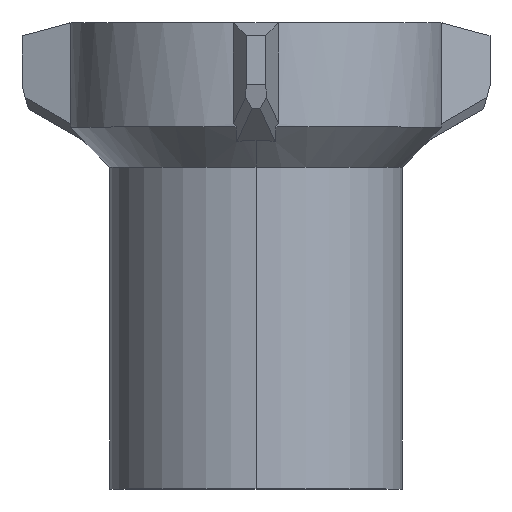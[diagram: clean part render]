
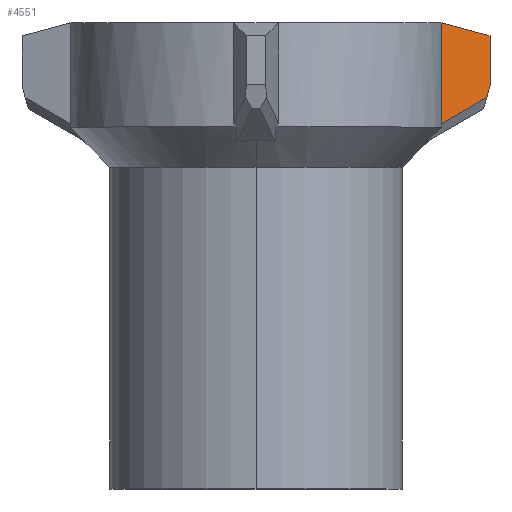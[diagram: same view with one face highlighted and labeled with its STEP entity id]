
A CAD part, top view. The second image highlights one B-rep face of the part: STEP entity #4551.
In plain terms, the highlighted planar face has unit normal (0.259, 0, 0.966).
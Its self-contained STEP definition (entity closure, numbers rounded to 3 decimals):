
#1862 = CYLINDRICAL_SURFACE('',#1863,6.475);
#1863 = AXIS2_PLACEMENT_3D('',#1864,#1865,#1866);
#1864 = CARTESIAN_POINT('',(0.,-2.171,0.));
#1865 = DIRECTION('',(0.,-1.,0.));
#1866 = DIRECTION('',(0.,0.,-1.));
#2039 = PLANE('',#2040);
#2040 = AXIS2_PLACEMENT_3D('',#2041,#2042,#2043);
#2041 = CARTESIAN_POINT('',(7.417,3.098,0.526)
  );
#2042 = DIRECTION('',(-0.492,0.532,-0.689));
#2043 = DIRECTION('',(0.,0.791,0.612));
#2568 = VERTEX_POINT('',#2569);
#2569 = CARTESIAN_POINT('',(6.426,2.526,0.791
    ));
#2614 = EDGE_CURVE('',#2568,#2615,#2617,.T.);
#2615 = VERTEX_POINT('',#2616);
#2616 = CARTESIAN_POINT('',(6.426,6.027,0.791));
#2617 = SURFACE_CURVE('',#2618,(#2622,#2651),.PCURVE_S1.);
#2618 = LINE('',#2619,#2620);
#2619 = CARTESIAN_POINT('',(6.426,2.411,0.791));
#2620 = VECTOR('',#2621,1.);
#2621 = DIRECTION('',(0.,1.,0.));
#2622 = PCURVE('',#1862,#2623);
#2623 = DEFINITIONAL_REPRESENTATION('',(#2624),#2650);
#2624 = B_SPLINE_CURVE_WITH_KNOTS('',3,(#2625,#2626,#2627,#2628,#2629,
    #2630,#2631,#2632,#2633,#2634,#2635,#2636,#2637,#2638,#2639,#2640,
    #2641,#2642,#2643,#2644,#2645,#2646,#2647,#2648,#2649),
  .UNSPECIFIED.,.F.,.F.,(4,1,1,1,1,1,1,1,1,1,1,1,1,1,1,1,1,1,1,1,1,1,4),
  (0.115,0.274,0.433,0.593,
    0.752,0.911,1.07,1.229,
    1.388,1.547,1.707,1.866,
    2.025,2.184,2.343,2.502,
    2.662,2.821,2.98,3.139,
    3.298,3.457,3.616),.QUASI_UNIFORM_KNOTS.);
#2625 = CARTESIAN_POINT('',(1.693,-4.698));
#2626 = CARTESIAN_POINT('',(1.693,-4.751));
#2627 = CARTESIAN_POINT('',(1.693,-4.857));
#2628 = CARTESIAN_POINT('',(1.693,-5.016));
#2629 = CARTESIAN_POINT('',(1.693,-5.175));
#2630 = CARTESIAN_POINT('',(1.693,-5.334));
#2631 = CARTESIAN_POINT('',(1.693,-5.493));
#2632 = CARTESIAN_POINT('',(1.693,-5.652));
#2633 = CARTESIAN_POINT('',(1.693,-5.812));
#2634 = CARTESIAN_POINT('',(1.693,-5.971));
#2635 = CARTESIAN_POINT('',(1.693,-6.13));
#2636 = CARTESIAN_POINT('',(1.693,-6.289));
#2637 = CARTESIAN_POINT('',(1.693,-6.448));
#2638 = CARTESIAN_POINT('',(1.693,-6.607));
#2639 = CARTESIAN_POINT('',(1.693,-6.767));
#2640 = CARTESIAN_POINT('',(1.693,-6.926));
#2641 = CARTESIAN_POINT('',(1.693,-7.085));
#2642 = CARTESIAN_POINT('',(1.693,-7.244));
#2643 = CARTESIAN_POINT('',(1.693,-7.403));
#2644 = CARTESIAN_POINT('',(1.693,-7.562));
#2645 = CARTESIAN_POINT('',(1.693,-7.721));
#2646 = CARTESIAN_POINT('',(1.693,-7.881));
#2647 = CARTESIAN_POINT('',(1.693,-8.04));
#2648 = CARTESIAN_POINT('',(1.693,-8.146));
#2649 = CARTESIAN_POINT('',(1.693,-8.199));
#2650 = ( GEOMETRIC_REPRESENTATION_CONTEXT(2) 
PARAMETRIC_REPRESENTATION_CONTEXT() REPRESENTATION_CONTEXT('2D SPACE',''
  ) );
#2651 = PCURVE('',#2652,#2657);
#2652 = PLANE('',#2653);
#2653 = AXIS2_PLACEMENT_3D('',#2654,#2655,#2656);
#2654 = CARTESIAN_POINT('',(8.128,1.778,0.335));
#2655 = DIRECTION('',(0.259,0.,0.966));
#2656 = DIRECTION('',(0.966,0.,-0.259));
#2657 = DEFINITIONAL_REPRESENTATION('',(#2658),#2662);
#2658 = LINE('',#2659,#2660);
#2659 = CARTESIAN_POINT('',(-1.762,0.633));
#2660 = VECTOR('',#2661,1.);
#2661 = DIRECTION('',(0.,1.));
#2662 = ( GEOMETRIC_REPRESENTATION_CONTEXT(2) 
PARAMETRIC_REPRESENTATION_CONTEXT() REPRESENTATION_CONTEXT('2D SPACE',''
  ) );
#2703 = PLANE('',#2704);
#2704 = AXIS2_PLACEMENT_3D('',#2705,#2706,#2707);
#2705 = CARTESIAN_POINT('',(8.128,6.027,1.016));
#2706 = DIRECTION('',(0.,-1.,0.));
#2707 = DIRECTION('',(0.,0.,-1.));
#4479 = EDGE_CURVE('',#2615,#4480,#4482,.T.);
#4480 = VERTEX_POINT('',#4481);
#4481 = CARTESIAN_POINT('',(6.477,6.027,0.778));
#4482 = SURFACE_CURVE('',#4483,(#4487,#4494),.PCURVE_S1.);
#4483 = LINE('',#4484,#4485);
#4484 = CARTESIAN_POINT('',(8.128,6.027,0.335));
#4485 = VECTOR('',#4486,1.);
#4486 = DIRECTION('',(0.966,0.,-0.259));
#4487 = PCURVE('',#2703,#4488);
#4488 = DEFINITIONAL_REPRESENTATION('',(#4489),#4493);
#4489 = LINE('',#4490,#4491);
#4490 = CARTESIAN_POINT('',(0.681,0.));
#4491 = VECTOR('',#4492,1.);
#4492 = DIRECTION('',(0.259,0.966));
#4493 = ( GEOMETRIC_REPRESENTATION_CONTEXT(2) 
PARAMETRIC_REPRESENTATION_CONTEXT() REPRESENTATION_CONTEXT('2D SPACE',''
  ) );
#4494 = PCURVE('',#2652,#4495);
#4495 = DEFINITIONAL_REPRESENTATION('',(#4496),#4500);
#4496 = LINE('',#4497,#4498);
#4497 = CARTESIAN_POINT('',(0.,4.249));
#4498 = VECTOR('',#4499,1.);
#4499 = DIRECTION('',(1.,0.));
#4500 = ( GEOMETRIC_REPRESENTATION_CONTEXT(2) 
PARAMETRIC_REPRESENTATION_CONTEXT() REPRESENTATION_CONTEXT('2D SPACE',''
  ) );
#4518 = PLANE('',#4519);
#4519 = AXIS2_PLACEMENT_3D('',#4520,#4521,#4522);
#4520 = CARTESIAN_POINT('',(8.128,5.585,1.016));
#4521 = DIRECTION('',(0.259,0.966,0.));
#4522 = DIRECTION('',(-0.966,0.259,0.));
#4551 = ADVANCED_FACE('',(#4552),#2652,.T.);
#4552 = FACE_BOUND('',#4553,.T.);
#4553 = EDGE_LOOP('',(#4554,#4577,#4605,#4633,#4654,#4655));
#4554 = ORIENTED_EDGE('',*,*,#4555,.T.);
#4555 = EDGE_CURVE('',#2568,#4556,#4558,.T.);
#4556 = VERTEX_POINT('',#4557);
#4557 = CARTESIAN_POINT('',(8.015,3.443,0.366)
  );
#4558 = SURFACE_CURVE('',#4559,(#4563,#4570),.PCURVE_S1.);
#4559 = LINE('',#4560,#4561);
#4560 = CARTESIAN_POINT('',(7.417,3.098,0.526)
  );
#4561 = VECTOR('',#4562,1.);
#4562 = DIRECTION('',(0.844,0.487,-0.226));
#4563 = PCURVE('',#2652,#4564);
#4564 = DEFINITIONAL_REPRESENTATION('',(#4565),#4569);
#4565 = LINE('',#4566,#4567);
#4566 = CARTESIAN_POINT('',(-0.736,1.32));
#4567 = VECTOR('',#4568,1.);
#4568 = DIRECTION('',(0.873,0.487));
#4569 = ( GEOMETRIC_REPRESENTATION_CONTEXT(2) 
PARAMETRIC_REPRESENTATION_CONTEXT() REPRESENTATION_CONTEXT('2D SPACE',''
  ) );
#4570 = PCURVE('',#2039,#4571);
#4571 = DEFINITIONAL_REPRESENTATION('',(#4572),#4576);
#4572 = LINE('',#4573,#4574);
#4573 = CARTESIAN_POINT('',(0.,0.));
#4574 = VECTOR('',#4575,1.);
#4575 = DIRECTION('',(0.247,0.969));
#4576 = ( GEOMETRIC_REPRESENTATION_CONTEXT(2) 
PARAMETRIC_REPRESENTATION_CONTEXT() REPRESENTATION_CONTEXT('2D SPACE',''
  ) );
#4577 = ORIENTED_EDGE('',*,*,#4578,.T.);
#4578 = EDGE_CURVE('',#4556,#4579,#4581,.T.);
#4579 = VERTEX_POINT('',#4580);
#4580 = CARTESIAN_POINT('',(8.128,3.865,0.335));
#4581 = SURFACE_CURVE('',#4582,(#4586,#4593),.PCURVE_S1.);
#4582 = LINE('',#4583,#4584);
#4583 = CARTESIAN_POINT('',(7.609,1.927,0.475
    ));
#4584 = VECTOR('',#4585,1.);
#4585 = DIRECTION('',(0.258,0.964,-0.069
    ));
#4586 = PCURVE('',#2652,#4587);
#4587 = DEFINITIONAL_REPRESENTATION('',(#4588),#4592);
#4588 = LINE('',#4589,#4590);
#4589 = CARTESIAN_POINT('',(-0.538,0.149));
#4590 = VECTOR('',#4591,1.);
#4591 = DIRECTION('',(0.267,0.964));
#4592 = ( GEOMETRIC_REPRESENTATION_CONTEXT(2) 
PARAMETRIC_REPRESENTATION_CONTEXT() REPRESENTATION_CONTEXT('2D SPACE',''
  ) );
#4593 = PCURVE('',#4594,#4599);
#4594 = PLANE('',#4595);
#4595 = AXIS2_PLACEMENT_3D('',#4596,#4597,#4598);
#4596 = CARTESIAN_POINT('',(8.128,3.865,1.016));
#4597 = DIRECTION('',(-0.966,0.259,0.));
#4598 = DIRECTION('',(-0.259,-0.966,0.));
#4599 = DEFINITIONAL_REPRESENTATION('',(#4600),#4604);
#4600 = LINE('',#4601,#4602);
#4601 = CARTESIAN_POINT('',(2.006,-0.541));
#4602 = VECTOR('',#4603,1.);
#4603 = DIRECTION('',(-0.998,-0.069));
#4604 = ( GEOMETRIC_REPRESENTATION_CONTEXT(2) 
PARAMETRIC_REPRESENTATION_CONTEXT() REPRESENTATION_CONTEXT('2D SPACE',''
  ) );
#4605 = ORIENTED_EDGE('',*,*,#4606,.F.);
#4606 = EDGE_CURVE('',#4607,#4579,#4609,.T.);
#4607 = VERTEX_POINT('',#4608);
#4608 = CARTESIAN_POINT('',(8.128,5.585,0.335));
#4609 = SURFACE_CURVE('',#4610,(#4614,#4621),.PCURVE_S1.);
#4610 = LINE('',#4611,#4612);
#4611 = CARTESIAN_POINT('',(8.128,1.778,0.335));
#4612 = VECTOR('',#4613,1.);
#4613 = DIRECTION('',(0.,-1.,0.));
#4614 = PCURVE('',#2652,#4615);
#4615 = DEFINITIONAL_REPRESENTATION('',(#4616),#4620);
#4616 = LINE('',#4617,#4618);
#4617 = CARTESIAN_POINT('',(0.,0.));
#4618 = VECTOR('',#4619,1.);
#4619 = DIRECTION('',(0.,-1.));
#4620 = ( GEOMETRIC_REPRESENTATION_CONTEXT(2) 
PARAMETRIC_REPRESENTATION_CONTEXT() REPRESENTATION_CONTEXT('2D SPACE',''
  ) );
#4621 = PCURVE('',#4622,#4627);
#4622 = PLANE('',#4623);
#4623 = AXIS2_PLACEMENT_3D('',#4624,#4625,#4626);
#4624 = CARTESIAN_POINT('',(8.128,1.778,1.016));
#4625 = DIRECTION('',(1.,0.,0.));
#4626 = DIRECTION('',(0.,0.,-1.));
#4627 = DEFINITIONAL_REPRESENTATION('',(#4628),#4632);
#4628 = LINE('',#4629,#4630);
#4629 = CARTESIAN_POINT('',(0.681,0.));
#4630 = VECTOR('',#4631,1.);
#4631 = DIRECTION('',(0.,-1.));
#4632 = ( GEOMETRIC_REPRESENTATION_CONTEXT(2) 
PARAMETRIC_REPRESENTATION_CONTEXT() REPRESENTATION_CONTEXT('2D SPACE',''
  ) );
#4633 = ORIENTED_EDGE('',*,*,#4634,.T.);
#4634 = EDGE_CURVE('',#4607,#4480,#4635,.T.);
#4635 = SURFACE_CURVE('',#4636,(#4640,#4647),.PCURVE_S1.);
#4636 = LINE('',#4637,#4638);
#4637 = CARTESIAN_POINT('',(9.02,5.346,
    0.096));
#4638 = VECTOR('',#4639,1.);
#4639 = DIRECTION('',(-0.935,0.251,0.251));
#4640 = PCURVE('',#2652,#4641);
#4641 = DEFINITIONAL_REPRESENTATION('',(#4642),#4646);
#4642 = LINE('',#4643,#4644);
#4643 = CARTESIAN_POINT('',(0.923,3.568));
#4644 = VECTOR('',#4645,1.);
#4645 = DIRECTION('',(-0.968,0.251));
#4646 = ( GEOMETRIC_REPRESENTATION_CONTEXT(2) 
PARAMETRIC_REPRESENTATION_CONTEXT() REPRESENTATION_CONTEXT('2D SPACE',''
  ) );
#4647 = PCURVE('',#4518,#4648);
#4648 = DEFINITIONAL_REPRESENTATION('',(#4649),#4653);
#4649 = LINE('',#4650,#4651);
#4650 = CARTESIAN_POINT('',(-0.923,-0.92));
#4651 = VECTOR('',#4652,1.);
#4652 = DIRECTION('',(0.968,0.251));
#4653 = ( GEOMETRIC_REPRESENTATION_CONTEXT(2) 
PARAMETRIC_REPRESENTATION_CONTEXT() REPRESENTATION_CONTEXT('2D SPACE',''
  ) );
#4654 = ORIENTED_EDGE('',*,*,#4479,.F.);
#4655 = ORIENTED_EDGE('',*,*,#2614,.F.);
